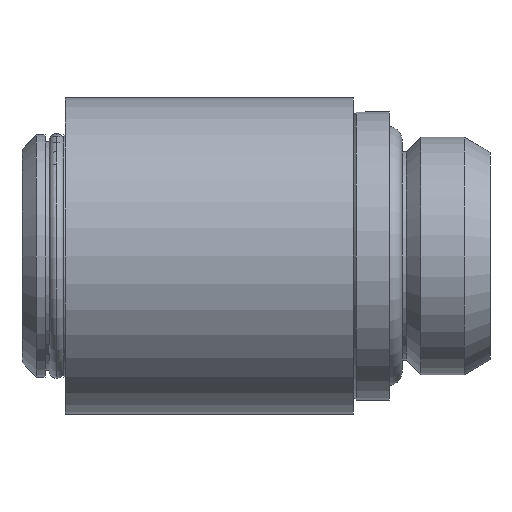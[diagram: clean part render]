
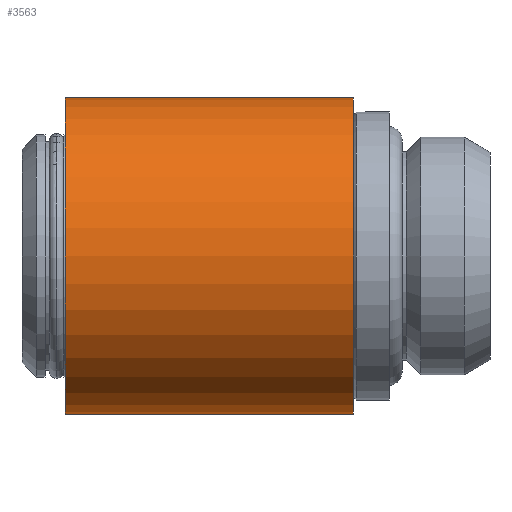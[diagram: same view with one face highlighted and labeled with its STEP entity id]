
A CAD part, left-side view. The second image highlights one B-rep face of the part: STEP entity #3563.
In plain terms, the highlighted cylindrical face has radius 11 mm (diameter 22 mm), a partial arc.
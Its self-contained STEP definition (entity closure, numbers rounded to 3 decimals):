
#199 = EDGE_LOOP ( 'NONE', ( #688, #689, #687, #690 ) ) ;
#482 = VERTEX_POINT ( 'NONE', #3200 ) ;
#520 = VERTEX_POINT ( 'NONE', #3182 ) ;
#522 = VERTEX_POINT ( 'NONE', #3215 ) ;
#556 = VERTEX_POINT ( 'NONE', #3231 ) ;
#650 = CIRCLE ( 'NONE', #655, 11. ) ;
#652 = CIRCLE ( 'NONE', #656, 11. ) ;
#655 = AXIS2_PLACEMENT_3D ( 'NONE', #2330, #2331, #2332 ) ;
#656 = AXIS2_PLACEMENT_3D ( 'NONE', #2333, #2334, #2335 ) ;
#687 = ORIENTED_EDGE ( 'NONE', *, *, #3494, .T. ) ;
#688 = ORIENTED_EDGE ( 'NONE', *, *, #3491, .F. ) ;
#689 = ORIENTED_EDGE ( 'NONE', *, *, #3647, .T. ) ;
#690 = ORIENTED_EDGE ( 'NONE', *, *, #3648, .T. ) ;
#823 = LINE ( 'NONE', #1675, #3928 ) ;
#824 = LINE ( 'NONE', #1683, #3931 ) ;
#877 = FACE_OUTER_BOUND ( 'NONE', #199, .T. ) ;
#878 = CYLINDRICAL_SURFACE ( 'NONE', #1020, 11. ) ;
#1020 = AXIS2_PLACEMENT_3D ( 'NONE', #1936, #1937, #1938 ) ;
#1675 = CARTESIAN_POINT ( 'NONE',  ( 0., 35.586, -11. ) ) ;
#1676 = DIRECTION ( 'NONE',  ( 0., 1., 0. ) ) ;
#1683 = CARTESIAN_POINT ( 'NONE',  ( 0., 35.586, 11. ) ) ;
#1684 = DIRECTION ( 'NONE',  ( 0., 1., 0. ) ) ;
#1936 = CARTESIAN_POINT ( 'NONE',  ( 0., 35.586, 0. ) ) ;
#1937 = DIRECTION ( 'NONE',  ( 0., 1., 0. ) ) ;
#1938 = DIRECTION ( 'NONE',  ( 0., 0., 1. ) ) ;
#2330 = CARTESIAN_POINT ( 'NONE',  ( 0., 9.5, 0. ) ) ;
#2331 = DIRECTION ( 'NONE',  ( 0., 1., 0. ) ) ;
#2332 = DIRECTION ( 'NONE',  ( 0., 0., 1. ) ) ;
#2333 = CARTESIAN_POINT ( 'NONE',  ( 0., 29.5, 0. ) ) ;
#2334 = DIRECTION ( 'NONE',  ( 0., -1., 0. ) ) ;
#2335 = DIRECTION ( 'NONE',  ( 0., 0., -1. ) ) ;
#3182 = CARTESIAN_POINT ( 'NONE',  ( 0., 29.5, 11. ) ) ;
#3200 = CARTESIAN_POINT ( 'NONE',  ( 0., 9.5, 11. ) ) ;
#3215 = CARTESIAN_POINT ( 'NONE',  ( 0., 29.5, -11. ) ) ;
#3231 = CARTESIAN_POINT ( 'NONE',  ( 0., 9.5, -11. ) ) ;
#3491 = EDGE_CURVE ( 'NONE', #556, #522, #823, .T. ) ;
#3494 = EDGE_CURVE ( 'NONE', #482, #520, #824, .T. ) ;
#3563 = ADVANCED_FACE ( 'NONE', ( #877 ), #878, .T. ) ;
#3647 = EDGE_CURVE ( 'NONE', #556, #482, #650, .T. ) ;
#3648 = EDGE_CURVE ( 'NONE', #520, #522, #652, .T. ) ;
#3928 = VECTOR ( 'NONE', #1676, 1000. ) ;
#3931 = VECTOR ( 'NONE', #1684, 1000. ) ;
